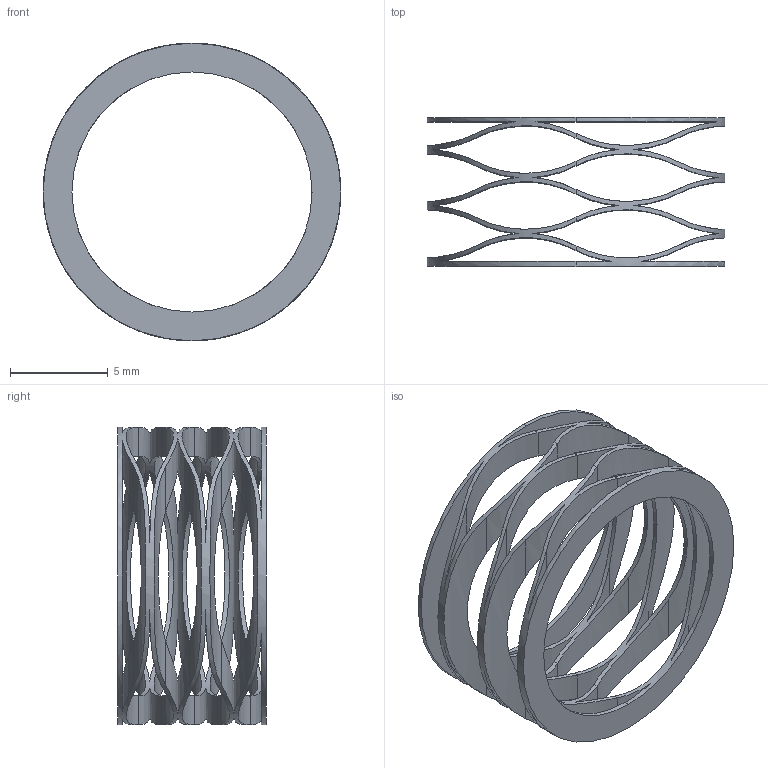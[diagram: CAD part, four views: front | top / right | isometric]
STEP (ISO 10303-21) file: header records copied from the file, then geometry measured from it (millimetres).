
FILE_DESCRIPTION (( 'STEP AP203' ), '1' );
FILE_NAME ('1561T27.step', '2013-10-03T13:26:01', ( '' ), ( '' ), 'SwSTEP 2.0', 'SolidWorks 2010', '' );
FILE_SCHEMA (( 'CONFIG_CONTROL_DESIGN' ));
Length unit declared in the file: inch
Products named in the file (1): 1561T27
Bounding box: 15.24 x 7.62 x 15.24 mm (x, y, z)
Volume: 103.1 mm3; surface area: 1007.3 mm2
Topology: 1 solids, 1 shells, 96 faces, 314 edges, 196 vertices
Faces by surface type: cylinder 90, plane 6
Entity records: 4909 total; most frequent: CARTESIAN_POINT 2357, ORIENTED_EDGE 628, DIRECTION 364, EDGE_CURVE 314, VERTEX_POINT 196, B_SPLINE_CURVE_WITH_KNOTS 170, AXIS2_PLACEMENT_3D 123, VECTOR 118
